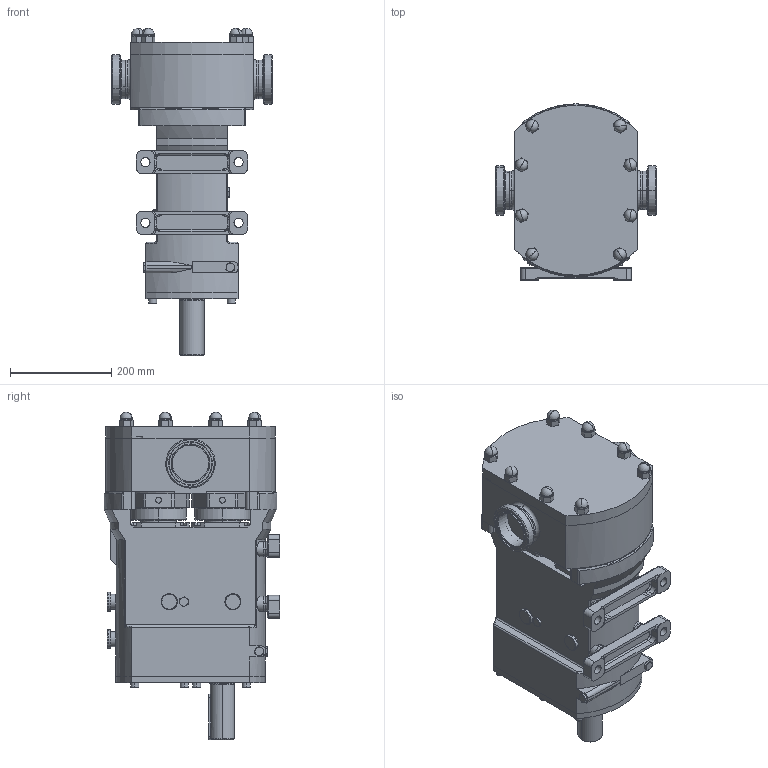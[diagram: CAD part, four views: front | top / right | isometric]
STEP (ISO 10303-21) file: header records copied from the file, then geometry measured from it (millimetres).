
FILE_DESCRIPTION (( 'STEP AP214' ), '1' );
FILE_NAME ('GA4164.STEP', '2024-11-07T16:42:37', ( '' ), ( '' ), 'SwSTEP 2.0', 'SolidWorks 2023', '' );
FILE_SCHEMA (( 'AUTOMOTIVE_DESIGN' ));
Length unit declared in the file: millimetre
Products named in the file (3): Copy of Z94-5101-55 - 3 INCH SMS681^GA4164; Copy of CP40S-0180 H BSD^GA4164; GA4164
Assembly tree (3 placements, depth 2):
  GA4164
    Copy of CP40S-0180 H BSD^GA4164
    Copy of Z94-5101-55 - 3 INCH SMS681^GA4164  x2
Bounding box: 318 x 348 x 647.37 mm (x, y, z)
Volume: 26353706.5 mm3; surface area: 909432.4 mm2
Topology: 3 solids, 3 shells, 977 faces, 2522 edges, 1478 vertices
Faces by surface type: plane 369, cylinder 279, torus 144, bspline 116, cone 53, sphere 16
Entity records: 34588 total; most frequent: CARTESIAN_POINT 12449, ORIENTED_EDGE 4664, DIRECTION 4647, EDGE_CURVE 2332, AXIS2_PLACEMENT_3D 1789, VERTEX_POINT 1426, LINE 1069, VECTOR 1069
